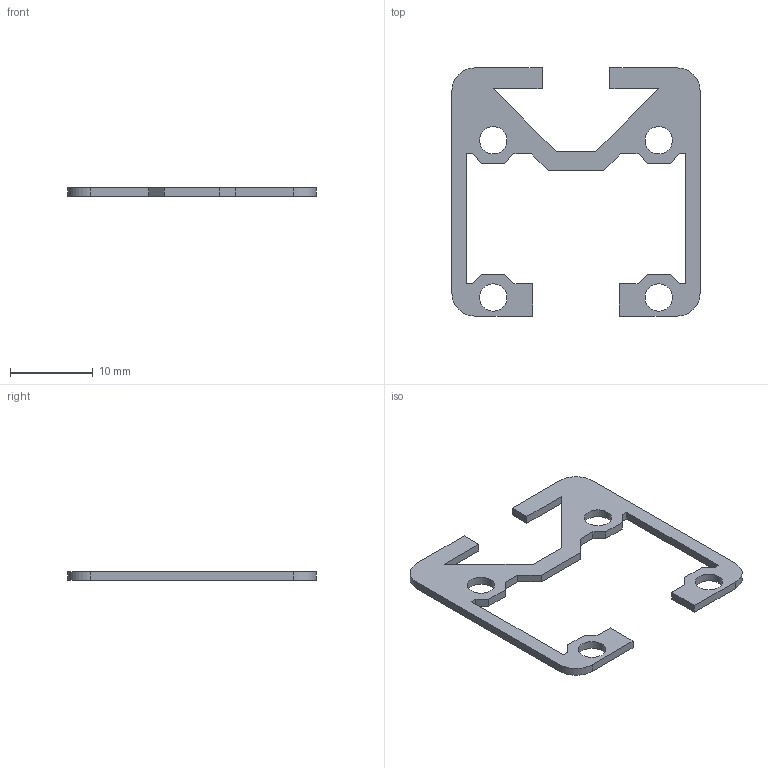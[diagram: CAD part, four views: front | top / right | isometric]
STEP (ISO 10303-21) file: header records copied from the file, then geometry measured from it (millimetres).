
FILE_DESCRIPTION((''),'2;1');
FILE_NAME('SP106_extern.ipt.step','2007-09-10T15:08:36',(''),(''),'Autodesk Inventor 11','Autodesk Inventor 11','');
FILE_SCHEMA(('AUTOMOTIVE_DESIGN { 1 0 10303 214 1 1 1 1 }'));
Length unit declared in the file: millimetre
Products named in the file (1): SP106_extern
Bounding box: 30 x 30 x 1 mm (x, y, z)
Volume: 322.1 mm3; surface area: 912.4 mm2
Topology: 1 solids, 1 shells, 50 faces, 148 edges, 100 vertices
Faces by surface type: plane 42, cylinder 4, bspline 4
Entity records: 1695 total; most frequent: CARTESIAN_POINT 355, ORIENTED_EDGE 280, DIRECTION 250, EDGE_CURVE 140, VECTOR 124, LINE 124, VERTEX_POINT 96, AXIS2_PLACEMENT_3D 63
